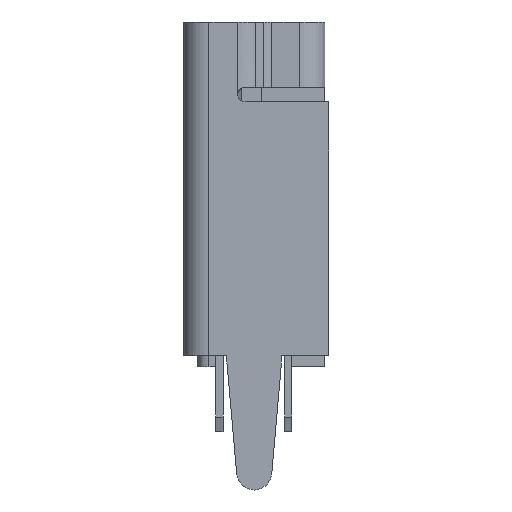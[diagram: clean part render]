
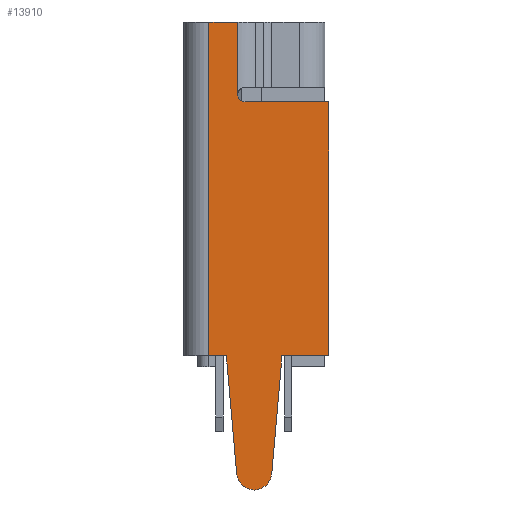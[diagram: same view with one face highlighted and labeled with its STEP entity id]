
A CAD part, left-side view. The second image highlights one B-rep face of the part: STEP entity #13910.
In plain terms, the highlighted planar face has unit normal (-1, 0, 0).
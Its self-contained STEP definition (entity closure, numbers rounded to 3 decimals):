
#140 = VECTOR ( 'NONE', #9745, 1000. ) ;
#275 = VECTOR ( 'NONE', #10154, 1000. ) ;
#329 = PLANE ( 'NONE',  #1431 ) ;
#364 = DIRECTION ( 'NONE',  ( 1., 0., 0. ) ) ;
#413 = ORIENTED_EDGE ( 'NONE', *, *, #16659, .F. ) ;
#608 = EDGE_CURVE ( 'NONE', #13121, #14376, #3601, .T. ) ;
#634 = LINE ( 'NONE', #1021, #275 ) ;
#1015 = CARTESIAN_POINT ( 'NONE',  ( -3.85, -2.05, 2.5 ) ) ;
#1021 = CARTESIAN_POINT ( 'NONE',  ( -3.85, -2.05, -4.5 ) ) ;
#1127 = EDGE_CURVE ( 'NONE', #14500, #8815, #3259, .T. ) ;
#1233 = CIRCLE ( 'NONE', #1875, 0.2 ) ;
#1431 = AXIS2_PLACEMENT_3D ( 'NONE', #9450, #18738, #8113 ) ;
#1554 = EDGE_CURVE ( 'NONE', #7869, #13121, #4825, .T. ) ;
#1590 = DIRECTION ( 'NONE',  ( 1., 0., 0. ) ) ;
#1756 = CARTESIAN_POINT ( 'NONE',  ( -3.85, 0.251, 2.7 ) ) ;
#1875 = AXIS2_PLACEMENT_3D ( 'NONE', #1756, #364, #6334 ) ;
#2065 = VECTOR ( 'NONE', #12538, 1000. ) ;
#2245 = CARTESIAN_POINT ( 'NONE',  ( -3.85, 1.25, 4.7 ) ) ;
#2870 = CARTESIAN_POINT ( 'NONE',  ( -3.85, 0.451, 4.7 ) ) ;
#2901 = VERTEX_POINT ( 'NONE', #4897 ) ;
#3259 = LINE ( 'NONE', #9299, #2065 ) ;
#3554 = EDGE_CURVE ( 'NONE', #2901, #9624, #3754, .T. ) ;
#3601 = LINE ( 'NONE', #5124, #140 ) ;
#3711 = CARTESIAN_POINT ( 'NONE',  ( -3.85, 0.75, -4.5 ) ) ;
#3754 = LINE ( 'NONE', #10115, #8973 ) ;
#3934 = DIRECTION ( 'NONE',  ( 0., 1., 0. ) ) ;
#4477 = CARTESIAN_POINT ( 'NONE',  ( -3.85, 0.451, 2.7 ) ) ;
#4590 = VERTEX_POINT ( 'NONE', #11804 ) ;
#4669 = DIRECTION ( 'NONE',  ( 0., 0., -1. ) ) ;
#4825 = CIRCLE ( 'NONE', #7330, 0.5 ) ;
#4897 = CARTESIAN_POINT ( 'NONE',  ( -3.85, 0.251, 2.5 ) ) ;
#4933 = VECTOR ( 'NONE', #14599, 1000. ) ;
#4936 = FACE_OUTER_BOUND ( 'NONE', #10767, .T. ) ;
#5124 = CARTESIAN_POINT ( 'NONE',  ( -3.85, 0.444, -8.2 ) ) ;
#5617 = DIRECTION ( 'NONE',  ( 0., 0.087, -0.996 ) ) ;
#5630 = CARTESIAN_POINT ( 'NONE',  ( -3.85, 1.25, -4.5 ) ) ;
#5906 = LINE ( 'NONE', #1015, #10031 ) ;
#6015 = EDGE_CURVE ( 'NONE', #4590, #18156, #9667, .T. ) ;
#6265 = ORIENTED_EDGE ( 'NONE', *, *, #1554, .F. ) ;
#6307 = ORIENTED_EDGE ( 'NONE', *, *, #16863, .F. ) ;
#6334 = DIRECTION ( 'NONE',  ( 0., 0., -1. ) ) ;
#6702 = CARTESIAN_POINT ( 'NONE',  ( -3.85, -2.05, 2.5 ) ) ;
#6760 = EDGE_CURVE ( 'NONE', #2901, #8815, #1233, .T. ) ;
#7263 = DIRECTION ( 'NONE',  ( 0., 0., -1. ) ) ;
#7330 = AXIS2_PLACEMENT_3D ( 'NONE', #8831, #1590, #13887 ) ;
#7755 = VECTOR ( 'NONE', #3934, 1000. ) ;
#7842 = EDGE_CURVE ( 'NONE', #12943, #14500, #9874, .T. ) ;
#7869 = VERTEX_POINT ( 'NONE', #14619 ) ;
#7981 = VECTOR ( 'NONE', #12926, 1000. ) ;
#8091 = EDGE_CURVE ( 'NONE', #18156, #16168, #10051, .T. ) ;
#8113 = DIRECTION ( 'NONE',  ( 0., 0., -1. ) ) ;
#8132 = VECTOR ( 'NONE', #7263, 1000. ) ;
#8135 = LINE ( 'NONE', #3711, #4933 ) ;
#8173 = ORIENTED_EDGE ( 'NONE', *, *, #11305, .T. ) ;
#8351 = CARTESIAN_POINT ( 'NONE',  ( -3.85, 1.25, 4.7 ) ) ;
#8815 = VERTEX_POINT ( 'NONE', #4477 ) ;
#8831 = CARTESIAN_POINT ( 'NONE',  ( -3.85, -0.014, -7.7 ) ) ;
#8973 = VECTOR ( 'NONE', #12957, 1000. ) ;
#9000 = ORIENTED_EDGE ( 'NONE', *, *, #608, .F. ) ;
#9299 = CARTESIAN_POINT ( 'NONE',  ( -3.85, 0.451, 4.7 ) ) ;
#9450 = CARTESIAN_POINT ( 'NONE',  ( -3.85, 1.25, 4.7 ) ) ;
#9622 = VERTEX_POINT ( 'NONE', #5630 ) ;
#9624 = VERTEX_POINT ( 'NONE', #6702 ) ;
#9667 = LINE ( 'NONE', #14137, #15955 ) ;
#9745 = DIRECTION ( 'NONE',  ( 0., 0.087, 0.996 ) ) ;
#9870 = CARTESIAN_POINT ( 'NONE',  ( -3.85, 0.75, -4.5 ) ) ;
#9874 = LINE ( 'NONE', #2245, #7981 ) ;
#10031 = VECTOR ( 'NONE', #19427, 1000. ) ;
#10051 = LINE ( 'NONE', #19030, #17700 ) ;
#10115 = CARTESIAN_POINT ( 'NONE',  ( -3.85, 0.451, 2.5 ) ) ;
#10147 = DIRECTION ( 'NONE',  ( 1., 0., 0. ) ) ;
#10154 = DIRECTION ( 'NONE',  ( 0., 1., 0. ) ) ;
#10265 = VERTEX_POINT ( 'NONE', #9870 ) ;
#10280 = CARTESIAN_POINT ( 'NONE',  ( -3.85, 0.484, -7.744 ) ) ;
#10767 = EDGE_LOOP ( 'NONE', ( #413, #8173, #9000, #6265, #6307, #11821, #13182, #17531, #13584, #11660, #12995, #11665, #19814, #10879 ) ) ;
#10879 = ORIENTED_EDGE ( 'NONE', *, *, #12446, .T. ) ;
#10930 = CARTESIAN_POINT ( 'NONE',  ( -3.85, -0.484, -7.744 ) ) ;
#11305 = EDGE_CURVE ( 'NONE', #10265, #14376, #8135, .T. ) ;
#11660 = ORIENTED_EDGE ( 'NONE', *, *, #3554, .F. ) ;
#11665 = ORIENTED_EDGE ( 'NONE', *, *, #1127, .F. ) ;
#11804 = CARTESIAN_POINT ( 'NONE',  ( -3.85, -0.75, -4.5 ) ) ;
#11821 = ORIENTED_EDGE ( 'NONE', *, *, #8091, .F. ) ;
#12267 = LINE ( 'NONE', #18404, #8132 ) ;
#12297 = CARTESIAN_POINT ( 'NONE',  ( -3.85, -2.05, -4.5 ) ) ;
#12446 = EDGE_CURVE ( 'NONE', #12943, #9622, #12267, .T. ) ;
#12538 = DIRECTION ( 'NONE',  ( 0., 0., -1. ) ) ;
#12819 = CARTESIAN_POINT ( 'NONE',  ( -3.85, 0.75, -4.5 ) ) ;
#12926 = DIRECTION ( 'NONE',  ( 0., -1., 0. ) ) ;
#12943 = VERTEX_POINT ( 'NONE', #8351 ) ;
#12957 = DIRECTION ( 'NONE',  ( 0., -1., 0. ) ) ;
#12995 = ORIENTED_EDGE ( 'NONE', *, *, #6760, .T. ) ;
#13121 = VERTEX_POINT ( 'NONE', #10280 ) ;
#13182 = ORIENTED_EDGE ( 'NONE', *, *, #6015, .F. ) ;
#13584 = ORIENTED_EDGE ( 'NONE', *, *, #16870, .T. ) ;
#13887 = DIRECTION ( 'NONE',  ( 0., 0., 1. ) ) ;
#13910 = ADVANCED_FACE ( 'NONE', ( #4936 ), #329, .F. ) ;
#14137 = CARTESIAN_POINT ( 'NONE',  ( -3.85, -0.75, -4.5 ) ) ;
#14376 = VERTEX_POINT ( 'NONE', #19764 ) ;
#14500 = VERTEX_POINT ( 'NONE', #2870 ) ;
#14599 = DIRECTION ( 'NONE',  ( 0., 0., -1. ) ) ;
#14619 = CARTESIAN_POINT ( 'NONE',  ( -3.85, 0., -8.2 ) ) ;
#15104 = VERTEX_POINT ( 'NONE', #12297 ) ;
#15318 = CARTESIAN_POINT ( 'NONE',  ( -3.85, -0.75, -4.7 ) ) ;
#15955 = VECTOR ( 'NONE', #4669, 1000. ) ;
#16168 = VERTEX_POINT ( 'NONE', #10930 ) ;
#16323 = LINE ( 'NONE', #12819, #7755 ) ;
#16399 = DIRECTION ( 'NONE',  ( 0., 0., 1. ) ) ;
#16659 = EDGE_CURVE ( 'NONE', #10265, #9622, #16323, .T. ) ;
#16863 = EDGE_CURVE ( 'NONE', #16168, #7869, #18113, .T. ) ;
#16870 = EDGE_CURVE ( 'NONE', #15104, #9624, #5906, .T. ) ;
#17531 = ORIENTED_EDGE ( 'NONE', *, *, #18472, .F. ) ;
#17700 = VECTOR ( 'NONE', #5617, 1000. ) ;
#18113 = CIRCLE ( 'NONE', #18747, 0.5 ) ;
#18133 = CARTESIAN_POINT ( 'NONE',  ( -3.85, 0.014, -7.7 ) ) ;
#18156 = VERTEX_POINT ( 'NONE', #15318 ) ;
#18404 = CARTESIAN_POINT ( 'NONE',  ( -3.85, 1.25, 4.7 ) ) ;
#18472 = EDGE_CURVE ( 'NONE', #15104, #4590, #634, .T. ) ;
#18738 = DIRECTION ( 'NONE',  ( 1., 0., 0. ) ) ;
#18747 = AXIS2_PLACEMENT_3D ( 'NONE', #18133, #10147, #16399 ) ;
#19030 = CARTESIAN_POINT ( 'NONE',  ( -3.85, -0.444, -8.2 ) ) ;
#19427 = DIRECTION ( 'NONE',  ( 0., 0., 1. ) ) ;
#19764 = CARTESIAN_POINT ( 'NONE',  ( -3.85, 0.75, -4.7 ) ) ;
#19814 = ORIENTED_EDGE ( 'NONE', *, *, #7842, .F. ) ;
